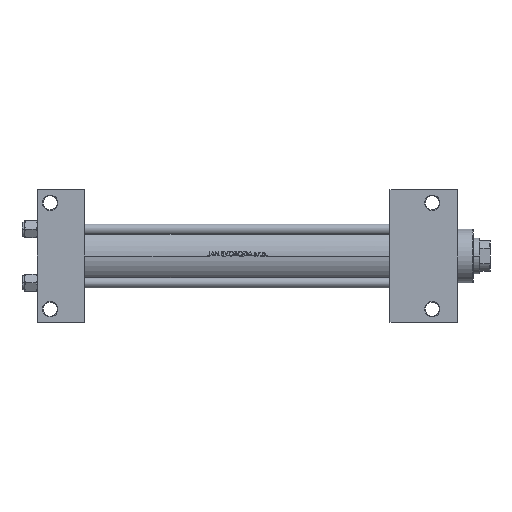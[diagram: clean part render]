
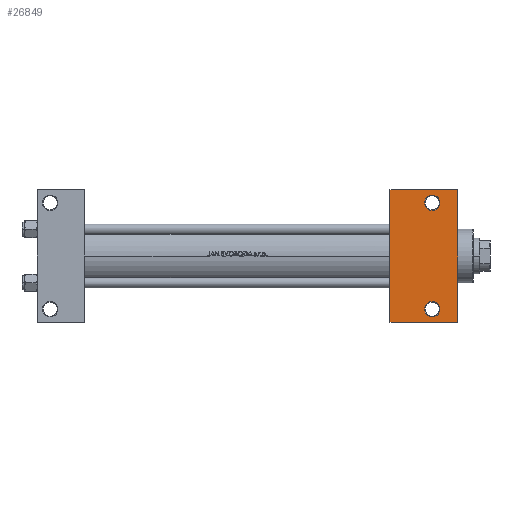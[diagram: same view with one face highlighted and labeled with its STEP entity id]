
A CAD part, front view. The second image highlights one B-rep face of the part: STEP entity #26849.
In plain terms, the highlighted face is planar.
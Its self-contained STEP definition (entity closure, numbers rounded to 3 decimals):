
#262 = EDGE_CURVE ( 'NONE', #44205, #18214, #37537, .T. ) ;
#494 = DIRECTION ( 'NONE',  ( 0., -1., 0. ) ) ;
#1002 = EDGE_CURVE ( 'NONE', #29490, #2812, #48445, .T. ) ;
#1386 = ORIENTED_EDGE ( 'NONE', *, *, #11475, .T. ) ;
#1646 = DIRECTION ( 'NONE',  ( 0., 0., 1. ) ) ;
#1865 = ORIENTED_EDGE ( 'NONE', *, *, #39095, .T. ) ;
#2633 = CARTESIAN_POINT ( 'NONE',  ( 328., 30., -30. ) ) ;
#2812 = VERTEX_POINT ( 'NONE', #16498 ) ;
#3701 = VERTEX_POINT ( 'NONE', #14018 ) ;
#4318 = DIRECTION ( 'NONE',  ( 0., 1., 0. ) ) ;
#5939 = DIRECTION ( 'NONE',  ( 1., 0., 0. ) ) ;
#6085 = ORIENTED_EDGE ( 'NONE', *, *, #1002, .T. ) ;
#6505 = VECTOR ( 'NONE', #26015, 1000. ) ;
#6508 = CARTESIAN_POINT ( 'NONE',  ( 302., 41.5, -30. ) ) ;
#8481 = CARTESIAN_POINT ( 'NONE',  ( 314., -41.5, -30. ) ) ;
#8999 = EDGE_LOOP ( 'NONE', ( #6085, #26824 ) ) ;
#10615 = EDGE_CURVE ( 'NONE', #24992, #19806, #43409, .T. ) ;
#11475 = EDGE_CURVE ( 'NONE', #18214, #13268, #33552, .T. ) ;
#12247 = EDGE_LOOP ( 'NONE', ( #35347, #24503, #17698, #1386 ) ) ;
#12414 = DIRECTION ( 'NONE',  ( 0., 0., 1. ) ) ;
#13268 = VERTEX_POINT ( 'NONE', #34571 ) ;
#13607 = EDGE_LOOP ( 'NONE', ( #1865, #48932 ) ) ;
#14018 = CARTESIAN_POINT ( 'NONE',  ( 275., 51.5, -30. ) ) ;
#15099 = CIRCLE ( 'NONE', #19104, 6. ) ;
#15657 = CARTESIAN_POINT ( 'NONE',  ( 328., -51.5, -30. ) ) ;
#16498 = CARTESIAN_POINT ( 'NONE',  ( 314., 41.5, -30. ) ) ;
#16602 = CARTESIAN_POINT ( 'NONE',  ( 328., 30., -30. ) ) ;
#16944 = DIRECTION ( 'NONE',  ( 0., 1., 0. ) ) ;
#17183 = VECTOR ( 'NONE', #37279, 1000. ) ;
#17698 = ORIENTED_EDGE ( 'NONE', *, *, #262, .T. ) ;
#18214 = VERTEX_POINT ( 'NONE', #15657 ) ;
#19104 = AXIS2_PLACEMENT_3D ( 'NONE', #40052, #1646, #16944 ) ;
#19806 = VERTEX_POINT ( 'NONE', #44324 ) ;
#22595 = DIRECTION ( 'NONE',  ( 0., 0., 1. ) ) ;
#23413 = PLANE ( 'NONE',  #47020 ) ;
#23582 = LINE ( 'NONE', #38897, #29358 ) ;
#24503 = ORIENTED_EDGE ( 'NONE', *, *, #32729, .T. ) ;
#24992 = VERTEX_POINT ( 'NONE', #8481 ) ;
#25034 = CARTESIAN_POINT ( 'NONE',  ( 275., 51.5, -30. ) ) ;
#25452 = VECTOR ( 'NONE', #5939, 1000. ) ;
#26015 = DIRECTION ( 'NONE',  ( -1., 0., 0. ) ) ;
#26824 = ORIENTED_EDGE ( 'NONE', *, *, #35162, .T. ) ;
#26849 = ADVANCED_FACE ( 'NONE', ( #31689, #31206, #46522 ), #23413, .T. ) ;
#27132 = CARTESIAN_POINT ( 'NONE',  ( 308., -41.5, -30. ) ) ;
#29254 = AXIS2_PLACEMENT_3D ( 'NONE', #45469, #22595, #34641 ) ;
#29358 = VECTOR ( 'NONE', #494, 1000. ) ;
#29490 = VERTEX_POINT ( 'NONE', #6508 ) ;
#29794 = CARTESIAN_POINT ( 'NONE',  ( 275., -51.5, -30. ) ) ;
#31206 = FACE_BOUND ( 'NONE', #13607, .T. ) ;
#31361 = AXIS2_PLACEMENT_3D ( 'NONE', #39778, #12414, #47554 ) ;
#31689 = FACE_BOUND ( 'NONE', #8999, .T. ) ;
#32729 = EDGE_CURVE ( 'NONE', #3701, #44205, #40849, .T. ) ;
#33552 = LINE ( 'NONE', #29794, #6505 ) ;
#34571 = CARTESIAN_POINT ( 'NONE',  ( 275., -51.5, -30. ) ) ;
#34641 = DIRECTION ( 'NONE',  ( 0., 1., 0. ) ) ;
#35162 = EDGE_CURVE ( 'NONE', #2812, #29490, #15099, .T. ) ;
#35347 = ORIENTED_EDGE ( 'NONE', *, *, #42455, .F. ) ;
#37279 = DIRECTION ( 'NONE',  ( 0., -1., 0. ) ) ;
#37537 = LINE ( 'NONE', #2633, #17183 ) ;
#38436 = DIRECTION ( 'NONE',  ( 0., 0., 1. ) ) ;
#38729 = DIRECTION ( 'NONE',  ( 0., 0., -1. ) ) ;
#38886 = CIRCLE ( 'NONE', #39783, 6. ) ;
#38897 = CARTESIAN_POINT ( 'NONE',  ( 275., 30., -30. ) ) ;
#39095 = EDGE_CURVE ( 'NONE', #19806, #24992, #38886, .T. ) ;
#39778 = CARTESIAN_POINT ( 'NONE',  ( 308., -41.5, -30. ) ) ;
#39783 = AXIS2_PLACEMENT_3D ( 'NONE', #27132, #38436, #45480 ) ;
#40052 = CARTESIAN_POINT ( 'NONE',  ( 308., 41.5, -30. ) ) ;
#40849 = LINE ( 'NONE', #25034, #25452 ) ;
#42455 = EDGE_CURVE ( 'NONE', #3701, #13268, #23582, .T. ) ;
#43409 = CIRCLE ( 'NONE', #31361, 6. ) ;
#44205 = VERTEX_POINT ( 'NONE', #44582 ) ;
#44324 = CARTESIAN_POINT ( 'NONE',  ( 302., -41.5, -30. ) ) ;
#44582 = CARTESIAN_POINT ( 'NONE',  ( 328., 51.5, -30. ) ) ;
#45469 = CARTESIAN_POINT ( 'NONE',  ( 308., 41.5, -30. ) ) ;
#45480 = DIRECTION ( 'NONE',  ( 0., 1., 0. ) ) ;
#46522 = FACE_OUTER_BOUND ( 'NONE', #12247, .T. ) ;
#47020 = AXIS2_PLACEMENT_3D ( 'NONE', #16602, #38729, #4318 ) ;
#47554 = DIRECTION ( 'NONE',  ( 0., 1., 0. ) ) ;
#48445 = CIRCLE ( 'NONE', #29254, 6. ) ;
#48932 = ORIENTED_EDGE ( 'NONE', *, *, #10615, .T. ) ;
